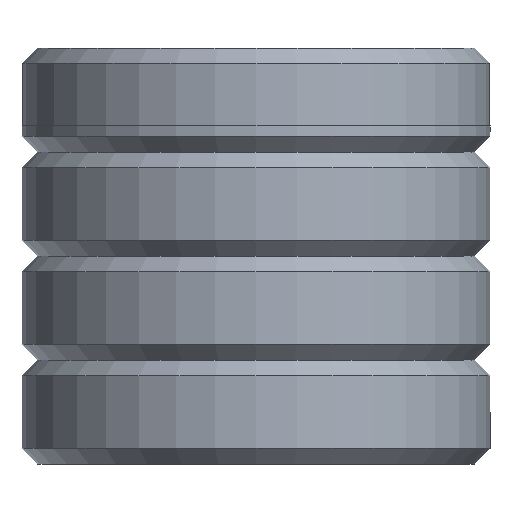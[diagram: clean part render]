
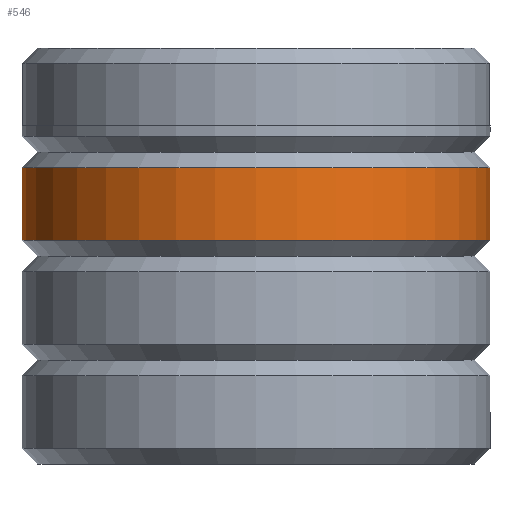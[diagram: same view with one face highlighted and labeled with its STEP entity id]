
A CAD part, front view. The second image highlights one B-rep face of the part: STEP entity #546.
In plain terms, the highlighted cylindrical face has radius 9 mm (diameter 18 mm), a partial arc.
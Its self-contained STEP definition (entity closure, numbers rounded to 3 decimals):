
#16 = ORIENTED_EDGE ( 'NONE', *, *, #365, .T. ) ;
#55 = EDGE_CURVE ( 'NONE', #1903, #1736, #950, .T. ) ;
#80 = DIRECTION ( 'NONE',  ( -1., 0., 0. ) ) ;
#96 = EDGE_LOOP ( 'NONE', ( #397, #1569, #16, #843 ) ) ;
#148 = CARTESIAN_POINT ( 'NONE',  ( 0., 0., 11.4 ) ) ;
#162 = DIRECTION ( 'NONE',  ( 0., 0., -1. ) ) ;
#210 = LINE ( 'NONE', #663, #583 ) ;
#239 = DIRECTION ( 'NONE',  ( 0., 0., -1. ) ) ;
#260 = CARTESIAN_POINT ( 'NONE',  ( 9., 0., 11.4 ) ) ;
#334 = CYLINDRICAL_SURFACE ( 'NONE', #595, 9. ) ;
#365 = EDGE_CURVE ( 'NONE', #1736, #1090, #210, .T. ) ;
#374 = DIRECTION ( 'NONE',  ( 0., 0., -1. ) ) ;
#397 = ORIENTED_EDGE ( 'NONE', *, *, #1589, .F. ) ;
#546 = ADVANCED_FACE ( 'NONE', ( #1138 ), #334, .T. ) ;
#583 = VECTOR ( 'NONE', #374, 1000. ) ;
#595 = AXIS2_PLACEMENT_3D ( 'NONE', #1149, #239, #80 ) ;
#627 = DIRECTION ( 'NONE',  ( -1., 0., 0. ) ) ;
#653 = LINE ( 'NONE', #1074, #1179 ) ;
#661 = CARTESIAN_POINT ( 'NONE',  ( 9., 0., 8.6 ) ) ;
#663 = CARTESIAN_POINT ( 'NONE',  ( -9., 0., 16. ) ) ;
#755 = DIRECTION ( 'NONE',  ( 0., 0., -1. ) ) ;
#805 = DIRECTION ( 'NONE',  ( 0., 0., -1. ) ) ;
#843 = ORIENTED_EDGE ( 'NONE', *, *, #885, .F. ) ;
#885 = EDGE_CURVE ( 'NONE', #1711, #1090, #1359, .T. ) ;
#950 = CIRCLE ( 'NONE', #1260, 9. ) ;
#1056 = AXIS2_PLACEMENT_3D ( 'NONE', #1674, #805, #1814 ) ;
#1074 = CARTESIAN_POINT ( 'NONE',  ( 9., 0., 16. ) ) ;
#1090 = VERTEX_POINT ( 'NONE', #1274 ) ;
#1138 = FACE_OUTER_BOUND ( 'NONE', #96, .T. ) ;
#1149 = CARTESIAN_POINT ( 'NONE',  ( 0., 0., 16. ) ) ;
#1179 = VECTOR ( 'NONE', #162, 1000. ) ;
#1260 = AXIS2_PLACEMENT_3D ( 'NONE', #148, #755, #627 ) ;
#1271 = CARTESIAN_POINT ( 'NONE',  ( -9., 0., 11.4 ) ) ;
#1274 = CARTESIAN_POINT ( 'NONE',  ( -9., 0., 8.6 ) ) ;
#1359 = CIRCLE ( 'NONE', #1056, 9. ) ;
#1569 = ORIENTED_EDGE ( 'NONE', *, *, #55, .T. ) ;
#1589 = EDGE_CURVE ( 'NONE', #1903, #1711, #653, .T. ) ;
#1674 = CARTESIAN_POINT ( 'NONE',  ( 0., 0., 8.6 ) ) ;
#1711 = VERTEX_POINT ( 'NONE', #661 ) ;
#1736 = VERTEX_POINT ( 'NONE', #1271 ) ;
#1814 = DIRECTION ( 'NONE',  ( -1., 0., 0. ) ) ;
#1903 = VERTEX_POINT ( 'NONE', #260 ) ;
